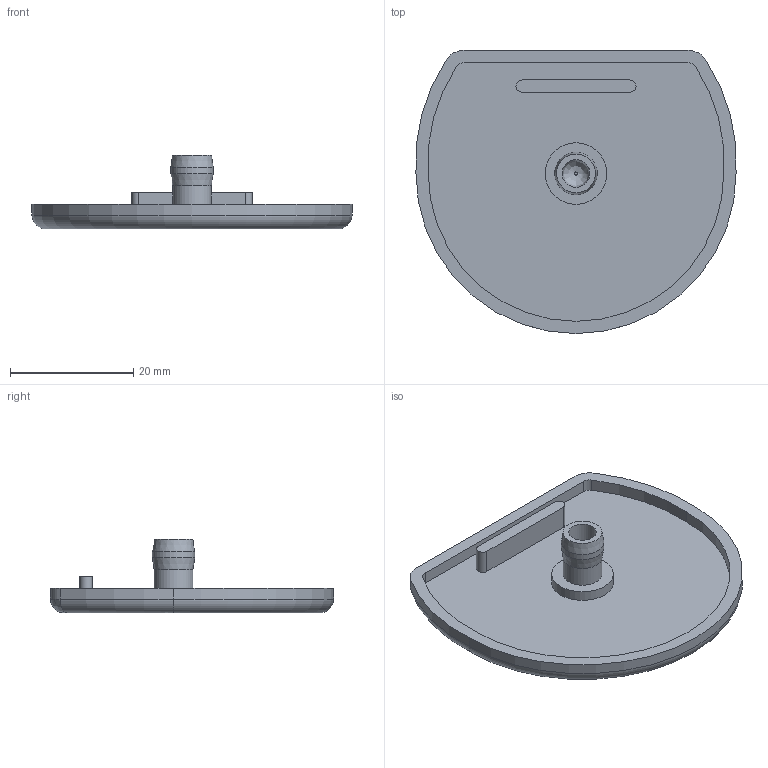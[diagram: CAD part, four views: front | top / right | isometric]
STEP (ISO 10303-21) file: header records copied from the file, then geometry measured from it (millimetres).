
FILE_DESCRIPTION(('STEP AP203'),'1');
FILE_NAME('BASE08E3051.stp','2023-12-12T07:40:03',(' '),(' '),'Spatial InterOp 3D',' ',' ');
FILE_SCHEMA(('CONFIG_CONTROL_DESIGN'));
Length unit declared in the file: millimetre
Products named in the file (1): Embout 8 R26-270°
Bounding box: 52 x 46 x 12 mm (x, y, z)
Volume: 4968 mm3; surface area: 5352.4 mm2
Topology: 1 solids, 1 shells, 36 faces, 81 edges, 52 vertices
Faces by surface type: cylinder 17, plane 11, torus 3, bspline 3, cone 2
Full cylindrical faces by diameter (mm): 4.5 x1, 6.3 x1, 6.9 x1, 10 x1
Entity records: 1094 total; most frequent: CARTESIAN_POINT 242, DIRECTION 179, ORIENTED_EDGE 140, AXIS2_PLACEMENT_3D 77, EDGE_CURVE 70, EDGE_LOOP 48, VERTEX_POINT 48, CIRCLE 43
